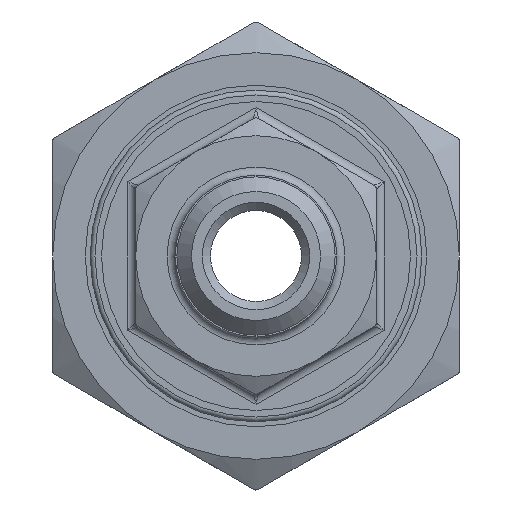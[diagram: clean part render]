
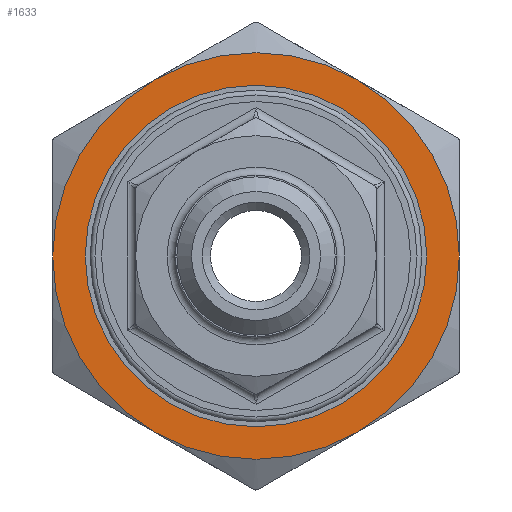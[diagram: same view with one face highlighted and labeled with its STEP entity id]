
A CAD part, front view. The second image highlights one B-rep face of the part: STEP entity #1633.
In plain terms, the highlighted planar face has unit normal (0, -1, 0).
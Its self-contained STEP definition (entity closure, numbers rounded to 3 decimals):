
#343=PLANE('',#1860);
#377=FACE_BOUND('',#643,.T.);
#493=FACE_OUTER_BOUND('',#642,.T.);
#642=EDGE_LOOP('',(#1502,#1503,#1504,#1505,#1506,#1507));
#643=EDGE_LOOP('',(#1508));
#649=CIRCLE('',#1667,12.5);
#650=CIRCLE('',#1673,12.5);
#651=CIRCLE('',#1679,12.5);
#652=CIRCLE('',#1685,12.5);
#654=CIRCLE('',#1695,12.5);
#704=CIRCLE('',#1840,12.5);
#708=CIRCLE('',#1849,10.5);
#719=VERTEX_POINT('',#2360);
#723=VERTEX_POINT('',#2378);
#726=VERTEX_POINT('',#2390);
#732=VERTEX_POINT('',#2416);
#738=VERTEX_POINT('',#2442);
#749=VERTEX_POINT('',#2483);
#846=VERTEX_POINT('',#3292);
#863=EDGE_CURVE('',#719,#723,#649,.T.);
#872=EDGE_CURVE('',#726,#719,#650,.T.);
#881=EDGE_CURVE('',#732,#726,#651,.T.);
#890=EDGE_CURVE('',#738,#732,#652,.T.);
#901=EDGE_CURVE('',#723,#749,#654,.T.);
#1063=EDGE_CURVE('',#749,#738,#704,.T.);
#1068=EDGE_CURVE('',#846,#846,#708,.T.);
#1502=ORIENTED_EDGE('',*,*,#872,.T.);
#1503=ORIENTED_EDGE('',*,*,#863,.T.);
#1504=ORIENTED_EDGE('',*,*,#901,.T.);
#1505=ORIENTED_EDGE('',*,*,#1063,.T.);
#1506=ORIENTED_EDGE('',*,*,#890,.T.);
#1507=ORIENTED_EDGE('',*,*,#881,.T.);
#1508=ORIENTED_EDGE('',*,*,#1068,.T.);
#1633=ADVANCED_FACE('',(#493,#377),#343,.F.);
#1667=AXIS2_PLACEMENT_3D('',#2382,#1891,#1892);
#1673=AXIS2_PLACEMENT_3D('',#2408,#1905,#1906);
#1679=AXIS2_PLACEMENT_3D('',#2434,#1919,#1920);
#1685=AXIS2_PLACEMENT_3D('',#2460,#1933,#1934);
#1695=AXIS2_PLACEMENT_3D('',#2487,#1956,#1957);
#1840=AXIS2_PLACEMENT_3D('',#3277,#2294,#2295);
#1849=AXIS2_PLACEMENT_3D('',#3293,#2312,#2313);
#1860=AXIS2_PLACEMENT_3D('',#3306,#2334,#2335);
#1891=DIRECTION('center_axis',(0.,-1.,0.));
#1892=DIRECTION('ref_axis',(1.,0.,0.));
#1905=DIRECTION('center_axis',(0.,-1.,0.));
#1906=DIRECTION('ref_axis',(1.,0.,0.));
#1919=DIRECTION('center_axis',(0.,-1.,0.));
#1920=DIRECTION('ref_axis',(1.,0.,0.));
#1933=DIRECTION('center_axis',(0.,-1.,0.));
#1934=DIRECTION('ref_axis',(1.,0.,0.));
#1956=DIRECTION('center_axis',(0.,-1.,0.));
#1957=DIRECTION('ref_axis',(1.,0.,0.));
#2294=DIRECTION('center_axis',(0.,-1.,0.));
#2295=DIRECTION('ref_axis',(1.,0.,0.));
#2312=DIRECTION('center_axis',(0.,1.,0.));
#2313=DIRECTION('ref_axis',(1.,0.,0.));
#2334=DIRECTION('center_axis',(0.,1.,0.));
#2335=DIRECTION('ref_axis',(0.,0.,1.));
#2360=CARTESIAN_POINT('',(-6.25,-6.35,-10.825));
#2378=CARTESIAN_POINT('',(6.25,-6.35,-10.825));
#2382=CARTESIAN_POINT('Origin',(0.,-6.35,0.));
#2390=CARTESIAN_POINT('',(-12.5,-6.35,0.));
#2408=CARTESIAN_POINT('Origin',(0.,-6.35,0.));
#2416=CARTESIAN_POINT('',(-6.25,-6.35,10.825));
#2434=CARTESIAN_POINT('Origin',(0.,-6.35,0.));
#2442=CARTESIAN_POINT('',(6.25,-6.35,10.825));
#2460=CARTESIAN_POINT('Origin',(0.,-6.35,0.));
#2483=CARTESIAN_POINT('',(12.5,-6.35,0.));
#2487=CARTESIAN_POINT('Origin',(0.,-6.35,0.));
#3277=CARTESIAN_POINT('Origin',(0.,-6.35,0.));
#3292=CARTESIAN_POINT('',(-10.5,-6.35,0.));
#3293=CARTESIAN_POINT('Origin',(0.,-6.35,0.));
#3306=CARTESIAN_POINT('Origin',(0.,-6.35,0.));
